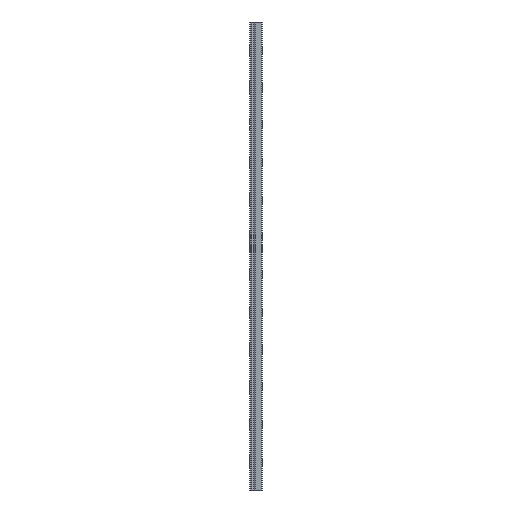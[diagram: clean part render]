
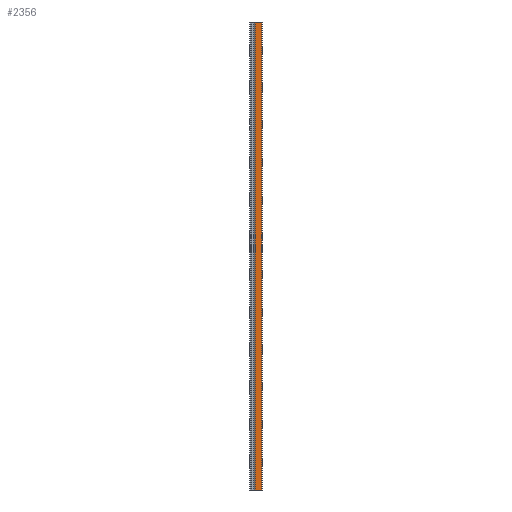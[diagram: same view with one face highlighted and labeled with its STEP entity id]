
A CAD part, left-side view. The second image highlights one B-rep face of the part: STEP entity #2356.
In plain terms, the highlighted planar face has unit normal (-1, 0, 0).
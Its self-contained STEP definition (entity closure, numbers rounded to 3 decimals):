
#5 = FACE_OUTER_BOUND ( 'NONE', #2667, .T. ) ;
#22 = VERTEX_POINT ( 'NONE', #1369 ) ;
#100 = ORIENTED_EDGE ( 'NONE', *, *, #2603, .T. ) ;
#176 = ORIENTED_EDGE ( 'NONE', *, *, #1220, .F. ) ;
#254 = VECTOR ( 'NONE', #1776, 1000. ) ;
#259 = CARTESIAN_POINT ( 'NONE',  ( -4.5, -3.05, 250. ) ) ;
#280 = PLANE ( 'NONE',  #573 ) ;
#475 = VERTEX_POINT ( 'NONE', #2423 ) ;
#573 = AXIS2_PLACEMENT_3D ( 'NONE', #259, #1450, #2614 ) ;
#617 = CARTESIAN_POINT ( 'NONE',  ( -4.5, -3.05, 250. ) ) ;
#618 = LINE ( 'NONE', #1792, #2046 ) ;
#723 = DIRECTION ( 'NONE',  ( 0., 0., -1. ) ) ;
#794 = CARTESIAN_POINT ( 'NONE',  ( -4.5, 0.455, 250. ) ) ;
#1028 = LINE ( 'NONE', #794, #3233 ) ;
#1217 = DIRECTION ( 'NONE',  ( 0., -1., 0. ) ) ;
#1220 = EDGE_CURVE ( 'NONE', #475, #1784, #3227, .T. ) ;
#1339 = ORIENTED_EDGE ( 'NONE', *, *, #2421, .T. ) ;
#1369 = CARTESIAN_POINT ( 'NONE',  ( -4.5, 0.455, 0. ) ) ;
#1450 = DIRECTION ( 'NONE',  ( 1., 0., 0. ) ) ;
#1475 = VERTEX_POINT ( 'NONE', #3444 ) ;
#1745 = LINE ( 'NONE', #2339, #254 ) ;
#1776 = DIRECTION ( 'NONE',  ( 0., 0., -1. ) ) ;
#1784 = VERTEX_POINT ( 'NONE', #3676 ) ;
#1792 = CARTESIAN_POINT ( 'NONE',  ( -4.5, -3.05, 0. ) ) ;
#1858 = EDGE_CURVE ( 'NONE', #1784, #1475, #1745, .T. ) ;
#2046 = VECTOR ( 'NONE', #2955, 1000. ) ;
#2293 = VECTOR ( 'NONE', #1217, 1000. ) ;
#2339 = CARTESIAN_POINT ( 'NONE',  ( -4.5, -3.05, 250. ) ) ;
#2356 = ADVANCED_FACE ( 'NONE', ( #5 ), #280, .F. ) ;
#2421 = EDGE_CURVE ( 'NONE', #22, #1475, #618, .T. ) ;
#2423 = CARTESIAN_POINT ( 'NONE',  ( -4.5, 0.455, 250. ) ) ;
#2555 = ORIENTED_EDGE ( 'NONE', *, *, #1858, .F. ) ;
#2603 = EDGE_CURVE ( 'NONE', #475, #22, #1028, .T. ) ;
#2614 = DIRECTION ( 'NONE',  ( 0., 1., 0. ) ) ;
#2667 = EDGE_LOOP ( 'NONE', ( #1339, #2555, #176, #100 ) ) ;
#2955 = DIRECTION ( 'NONE',  ( 0., -1., 0. ) ) ;
#3227 = LINE ( 'NONE', #617, #2293 ) ;
#3233 = VECTOR ( 'NONE', #723, 1000. ) ;
#3444 = CARTESIAN_POINT ( 'NONE',  ( -4.5, -3.05, 0. ) ) ;
#3676 = CARTESIAN_POINT ( 'NONE',  ( -4.5, -3.05, 250. ) ) ;
